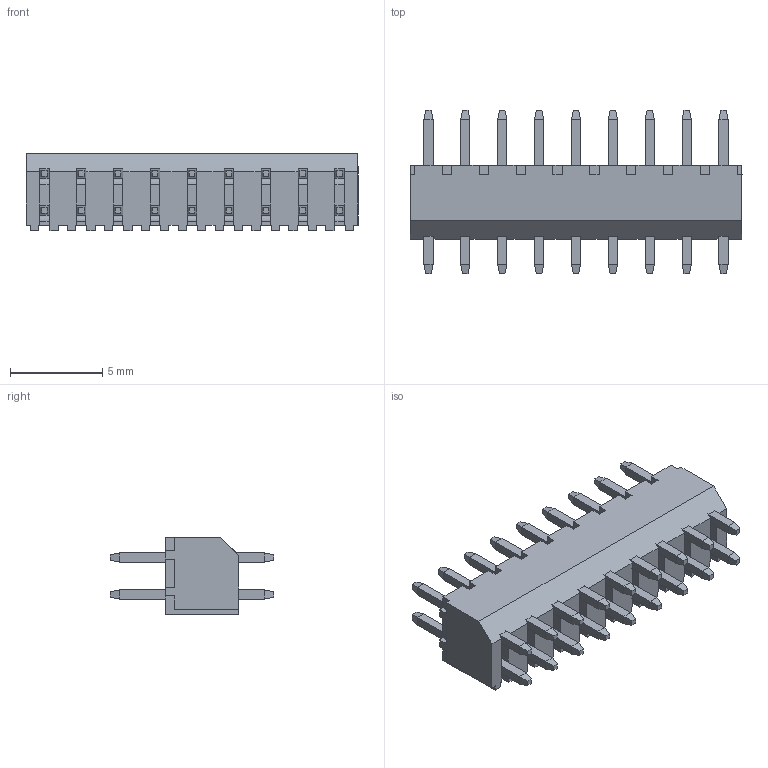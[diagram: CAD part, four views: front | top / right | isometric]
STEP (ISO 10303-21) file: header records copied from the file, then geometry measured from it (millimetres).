
FILE_DESCRIPTION( ('This file contains a STEP AP42 implementation' ,'as created by ZW3D STEP Interface translator.') ,'2;1' );
FILE_NAME( '1240-12XXXXSXXXC0XX.stp' ,'23 327.1157 9', (''), ('ZWCAD Software Co.'), 'Version 1.0', 'ZW3D to STEP translator', '' );
FILE_SCHEMA(('AUTOMOTIVE_DESIGN { 1 0 10303 214 1 1 1 1 }'));
Length unit declared in the file: millimetre
Products named in the file (2): 0; 1240-2r001001
Bounding box: 18 x 8.85 x 4.2 mm (x, y, z)
Volume: 283.5 mm3; surface area: 844 mm2
Topology: 19 solids, 19 shells, 536 faces, 1380 edges, 872 vertices
Faces by surface type: plane 518, cylinder 18
Entity records: 16397 total; most frequent: CARTESIAN_POINT 2789, ORIENTED_EDGE 2760, DIRECTION 2490, EDGE_CURVE 1380, VECTOR 1344, LINE 1344, VERTEX_POINT 872, AXIS2_PLACEMENT_3D 573
